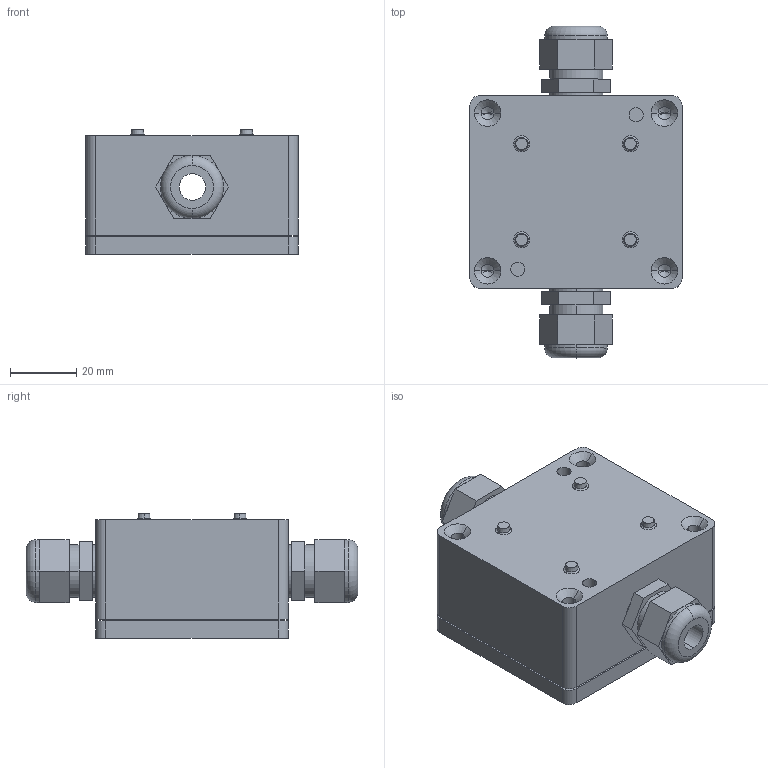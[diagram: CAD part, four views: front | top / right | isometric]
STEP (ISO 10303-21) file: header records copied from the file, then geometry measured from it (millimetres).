
FILE_DESCRIPTION (( 'STEP AP203' ), '1' );
FILE_NAME ('A1A-22.STEP', '2017-03-24T08:46:30', ( '微软用户' ), ( '微软中国' ), 'SwSTEP 2.0', 'SolidWorks 2015', '' );
FILE_SCHEMA (( 'CONFIG_CONTROL_DESIGN' ));
Length unit declared in the file: millimetre
Products named in the file (1): A1A-22
Bounding box: 64 x 100.2 x 37.6 mm (x, y, z)
Volume: 129570.8 mm3; surface area: 28152.9 mm2
Topology: 5 solids, 5 shells, 298 faces, 724 edges, 450 vertices
Faces by surface type: plane 136, cylinder 102, cone 48, torus 12
Entity records: 8691 total; most frequent: DIRECTION 1576, CARTESIAN_POINT 1457, ORIENTED_EDGE 1416, EDGE_CURVE 708, AXIS2_PLACEMENT_3D 569, VERTEX_POINT 450, LINE 438, VECTOR 438
